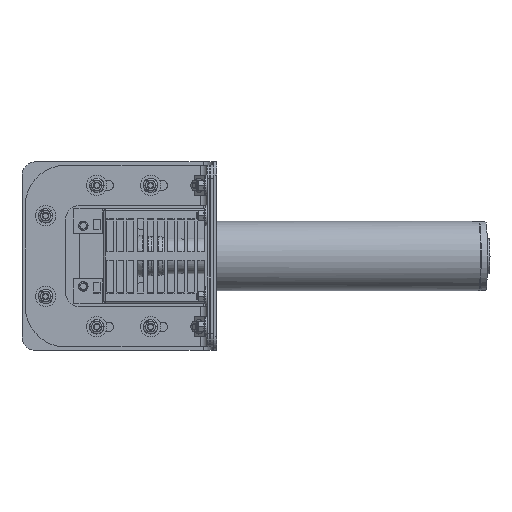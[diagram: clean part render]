
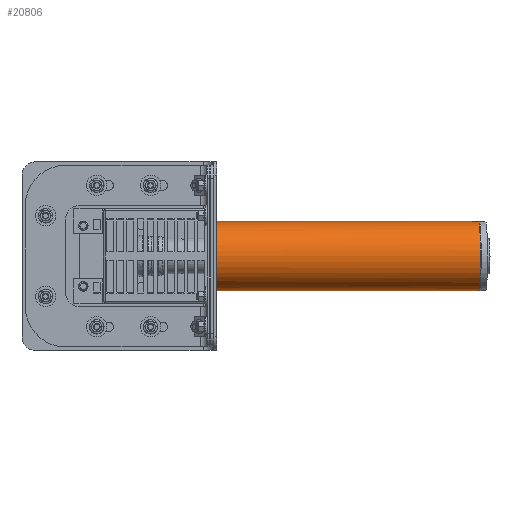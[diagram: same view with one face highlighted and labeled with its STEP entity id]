
A CAD part, top view. The second image highlights one B-rep face of the part: STEP entity #20806.
In plain terms, the highlighted cylindrical face has radius 515 mm (diameter 1030 mm), a full revolution.
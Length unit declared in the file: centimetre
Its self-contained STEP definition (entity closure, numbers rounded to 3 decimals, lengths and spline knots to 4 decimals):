
#38=ELLIPSE('',#22412,51.5707,51.5);
#516=CYLINDRICAL_SURFACE('',#22411,51.5);
#1829=FACE_OUTER_BOUND('',#3109,.T.);
#3109=EDGE_LOOP('',(#15282,#15283,#15284,#15285,#15286));
#4507=LINE('',#32490,#6332);
#6332=VECTOR('',#25572,51.5);
#8158=CIRCLE('',#22408,51.5);
#8159=CIRCLE('',#22409,51.5);
#9230=VERTEX_POINT('',#32482);
#9231=VERTEX_POINT('',#32484);
#9232=VERTEX_POINT('',#32489);
#11456=EDGE_CURVE('',#9230,#9231,#8158,.T.);
#11457=EDGE_CURVE('',#9231,#9230,#8159,.T.);
#11459=EDGE_CURVE('',#9231,#9232,#4507,.T.);
#11460=EDGE_CURVE('',#9232,#9232,#38,.T.);
#15282=ORIENTED_EDGE('',*,*,#11456,.F.);
#15283=ORIENTED_EDGE('',*,*,#11457,.F.);
#15284=ORIENTED_EDGE('',*,*,#11459,.T.);
#15285=ORIENTED_EDGE('',*,*,#11460,.T.);
#15286=ORIENTED_EDGE('',*,*,#11459,.F.);
#20806=ADVANCED_FACE('',(#1829),#516,.T.);
#22408=AXIS2_PLACEMENT_3D('',#32485,#25564,#25565);
#22409=AXIS2_PLACEMENT_3D('',#32486,#25566,#25567);
#22411=AXIS2_PLACEMENT_3D('',#32488,#25570,#25571);
#22412=AXIS2_PLACEMENT_3D('',#32491,#25573,#25574);
#25564=DIRECTION('center_axis',(0.999,0.,
-0.052));
#25565=DIRECTION('ref_axis',(-0.052,0.,-0.999));
#25566=DIRECTION('center_axis',(0.999,0.,
-0.052));
#25567=DIRECTION('ref_axis',(-0.052,0.,-0.999));
#25570=DIRECTION('center_axis',(0.999,0.,
-0.052));
#25571=DIRECTION('ref_axis',(0.,1.,0.));
#25572=DIRECTION('',(-0.999,0.,0.052));
#25573=DIRECTION('center_axis',(1.,0.,0.));
#25574=DIRECTION('ref_axis',(0.,0.,
1.));
#32482=CARTESIAN_POINT('',(717.6506,238.966,-69.3953));
#32484=CARTESIAN_POINT('',(720.3459,187.466,-17.9659));
#32485=CARTESIAN_POINT('Origin',(720.3459,238.966,-17.9659));
#32486=CARTESIAN_POINT('Origin',(720.3459,238.966,-17.9659));
#32488=CARTESIAN_POINT('Origin',(696.1312,238.966,-16.6968));
#32489=CARTESIAN_POINT('',(330.8336,187.466,2.4476));
#32490=CARTESIAN_POINT('',(696.1312,187.466,-16.6968));
#32491=CARTESIAN_POINT('Origin',(330.8336,238.966,2.4476));
